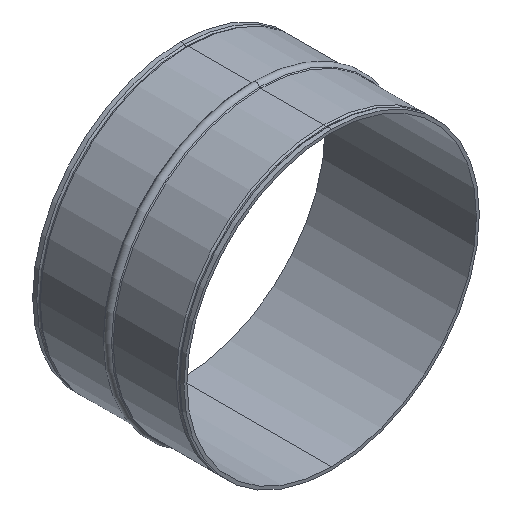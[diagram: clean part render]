
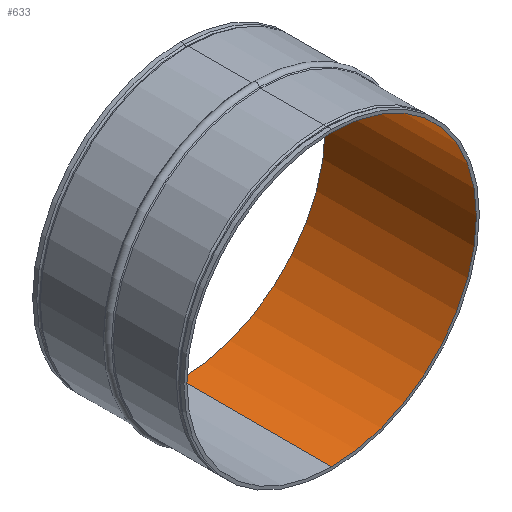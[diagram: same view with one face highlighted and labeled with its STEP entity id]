
A CAD part, isometric view. The second image highlights one B-rep face of the part: STEP entity #633.
In plain terms, the highlighted cylindrical face has radius 122.5 mm (diameter 245 mm), a partial arc.
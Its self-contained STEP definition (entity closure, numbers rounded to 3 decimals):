
#24 = CARTESIAN_POINT ( 'NONE',  ( 0., 0., 122.5 ) ) ;
#30 = DIRECTION ( 'NONE',  ( 0., -1., 0. ) ) ;
#41 = VERTEX_POINT ( 'NONE', #492 ) ;
#55 = EDGE_CURVE ( 'NONE', #532, #192, #295, .T. ) ;
#70 = CIRCLE ( 'NONE', #103, 122.5 ) ;
#95 = FACE_OUTER_BOUND ( 'NONE', #264, .T. ) ;
#103 = AXIS2_PLACEMENT_3D ( 'NONE', #465, #30, #299 ) ;
#135 = CARTESIAN_POINT ( 'NONE',  ( 0., 0., -122.5 ) ) ;
#161 = DIRECTION ( 'NONE',  ( 0., 0., -1. ) ) ;
#168 = ORIENTED_EDGE ( 'NONE', *, *, #526, .F. ) ;
#192 = VERTEX_POINT ( 'NONE', #24 ) ;
#195 = EDGE_CURVE ( 'NONE', #41, #542, #516, .T. ) ;
#198 = ORIENTED_EDGE ( 'NONE', *, *, #55, .F. ) ;
#235 = DIRECTION ( 'NONE',  ( 0., -1., 0. ) ) ;
#248 = CARTESIAN_POINT ( 'NONE',  ( 0., 0., -122.5 ) ) ;
#250 = DIRECTION ( 'NONE',  ( 0., 0., -1. ) ) ;
#264 = EDGE_LOOP ( 'NONE', ( #198, #168, #610, #486 ) ) ;
#265 = DIRECTION ( 'NONE',  ( 0., -1., 0. ) ) ;
#293 = EDGE_CURVE ( 'NONE', #542, #192, #346, .T. ) ;
#295 = LINE ( 'NONE', #331, #615 ) ;
#299 = DIRECTION ( 'NONE',  ( 0., 0., -1. ) ) ;
#331 = CARTESIAN_POINT ( 'NONE',  ( 0., 0., 122.5 ) ) ;
#346 = CIRCLE ( 'NONE', #473, 122.5 ) ;
#369 = CARTESIAN_POINT ( 'NONE',  ( 0., 0., 0. ) ) ;
#396 = DIRECTION ( 'NONE',  ( 0., -1., 0. ) ) ;
#407 = CARTESIAN_POINT ( 'NONE',  ( 0., 0., 0. ) ) ;
#411 = AXIS2_PLACEMENT_3D ( 'NONE', #369, #265, #161 ) ;
#465 = CARTESIAN_POINT ( 'NONE',  ( 0., 128., 0. ) ) ;
#473 = AXIS2_PLACEMENT_3D ( 'NONE', #407, #396, #250 ) ;
#486 = ORIENTED_EDGE ( 'NONE', *, *, #293, .T. ) ;
#492 = CARTESIAN_POINT ( 'NONE',  ( 0., 128., -122.5 ) ) ;
#516 = LINE ( 'NONE', #248, #641 ) ;
#526 = EDGE_CURVE ( 'NONE', #41, #532, #70, .T. ) ;
#532 = VERTEX_POINT ( 'NONE', #682 ) ;
#542 = VERTEX_POINT ( 'NONE', #135 ) ;
#576 = DIRECTION ( 'NONE',  ( 0., -1., 0. ) ) ;
#610 = ORIENTED_EDGE ( 'NONE', *, *, #195, .T. ) ;
#615 = VECTOR ( 'NONE', #235, 1000. ) ;
#633 = ADVANCED_FACE ( 'NONE', ( #95 ), #648, .F. ) ;
#641 = VECTOR ( 'NONE', #576, 1000. ) ;
#648 = CYLINDRICAL_SURFACE ( 'NONE', #411, 122.5 ) ;
#682 = CARTESIAN_POINT ( 'NONE',  ( 0., 128., 122.5 ) ) ;
